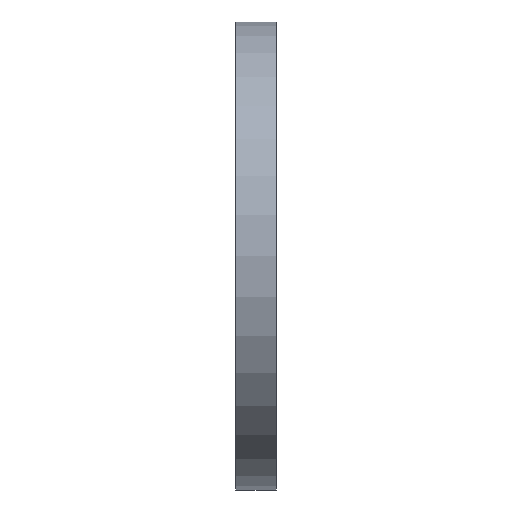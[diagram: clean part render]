
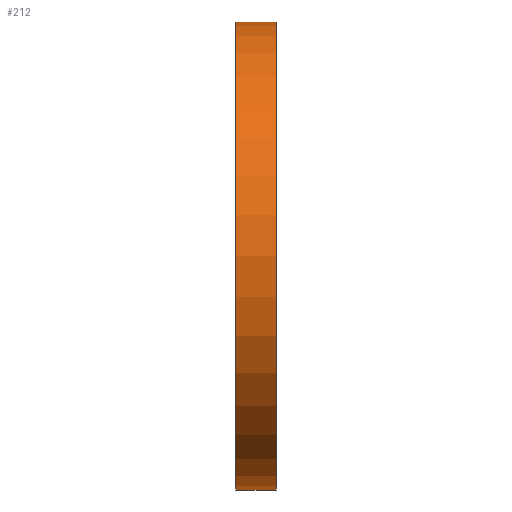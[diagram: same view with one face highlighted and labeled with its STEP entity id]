
A CAD part, front view. The second image highlights one B-rep face of the part: STEP entity #212.
In plain terms, the highlighted cylindrical face has radius 38.5 mm (diameter 77 mm), a full revolution.
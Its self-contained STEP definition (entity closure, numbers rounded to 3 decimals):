
#58=ORIENTED_EDGE('',*,*,#87,.T.);
#59=ORIENTED_EDGE('',*,*,#86,.F.);
#86=EDGE_CURVE('',#104,#104,#122,.T.);
#87=EDGE_CURVE('',#105,#105,#123,.T.);
#104=VERTEX_POINT('',#387);
#105=VERTEX_POINT('',#390);
#122=CIRCLE('',#259,38.5);
#123=CIRCLE('',#261,38.5);
#148=EDGE_LOOP('',(#58));
#149=EDGE_LOOP('',(#59));
#184=FACE_BOUND('',#148,.T.);
#185=FACE_BOUND('',#149,.T.);
#199=CYLINDRICAL_SURFACE('',#260,38.5);
#212=ADVANCED_FACE('',(#184,#185),#199,.T.);
#259=AXIS2_PLACEMENT_3D('',#386,#325,#326);
#260=AXIS2_PLACEMENT_3D('',#388,#327,#328);
#261=AXIS2_PLACEMENT_3D('',#389,#329,#330);
#325=DIRECTION('',(-1.,0.,0.));
#326=DIRECTION('',(0.,0.,1.));
#327=DIRECTION('',(-1.,0.,0.));
#328=DIRECTION('',(0.,0.,1.));
#329=DIRECTION('',(-1.,0.,0.));
#330=DIRECTION('',(0.,0.,1.));
#386=CARTESIAN_POINT('',(-3.35,0.,0.));
#387=CARTESIAN_POINT('',(-3.35,0.,38.5));
#388=CARTESIAN_POINT('',(0.,0.,0.));
#389=CARTESIAN_POINT('',(3.35,0.,0.));
#390=CARTESIAN_POINT('',(3.35,0.,38.5));
